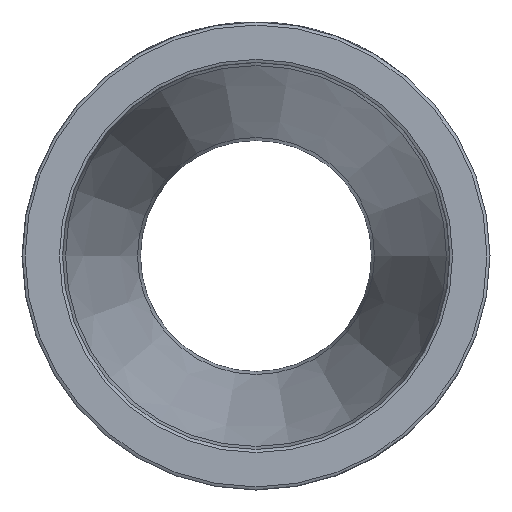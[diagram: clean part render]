
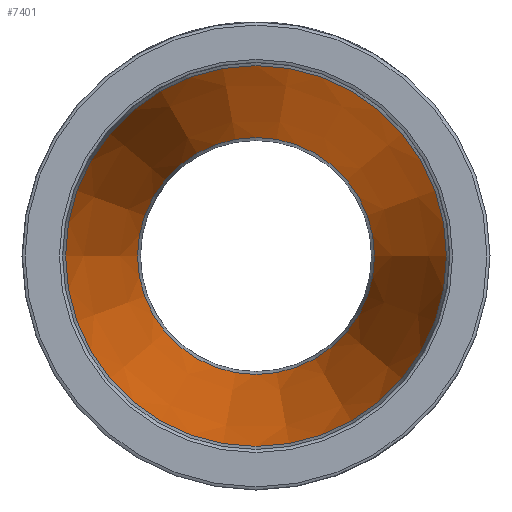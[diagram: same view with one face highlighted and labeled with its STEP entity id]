
A CAD part, left-side view. The second image highlights one B-rep face of the part: STEP entity #7401.
In plain terms, the highlighted conical face has half-angle 11.31 degrees and reference radius 6.287 mm.
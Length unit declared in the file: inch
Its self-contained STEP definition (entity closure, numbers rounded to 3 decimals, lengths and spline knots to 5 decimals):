
#13=CONICAL_SURFACE('',#7794,0.2475,11.31);
#101=FACE_BOUND('',#1331,.T.);
#874=FACE_OUTER_BOUND('',#1330,.T.);
#1330=EDGE_LOOP('',(#6918));
#1331=EDGE_LOOP('',(#6919,#6920));
#1495=CIRCLE('',#7792,0.30515);
#1496=CIRCLE('',#7793,0.30515);
#1497=CIRCLE('',#7795,0.18985);
#3627=VERTEX_POINT('',#16623);
#3628=VERTEX_POINT('',#16624);
#3629=VERTEX_POINT('',#16631);
#4725=EDGE_CURVE('',#3627,#3628,#1495,.T.);
#4727=EDGE_CURVE('',#3628,#3627,#1496,.T.);
#4728=EDGE_CURVE('',#3629,#3629,#1497,.T.);
#6918=ORIENTED_EDGE('',*,*,#4728,.F.);
#6919=ORIENTED_EDGE('',*,*,#4725,.F.);
#6920=ORIENTED_EDGE('',*,*,#4727,.F.);
#7401=ADVANCED_FACE('',(#874,#101),#13,.F.);
#7792=AXIS2_PLACEMENT_3D('',#16625,#9058,#9059);
#7793=AXIS2_PLACEMENT_3D('',#16629,#9060,#9061);
#7794=AXIS2_PLACEMENT_3D('',#16630,#9062,#9063);
#7795=AXIS2_PLACEMENT_3D('',#16632,#9064,#9065);
#9058=DIRECTION('center_axis',(1.,0.,0.));
#9059=DIRECTION('ref_axis',(0.,-1.,0.));
#9060=DIRECTION('center_axis',(1.,0.,0.));
#9061=DIRECTION('ref_axis',(0.,-1.,0.));
#9062=DIRECTION('center_axis',(-1.,0.,0.));
#9063=DIRECTION('ref_axis',(0.,1.,0.));
#9064=DIRECTION('center_axis',(-1.,0.,0.));
#9065=DIRECTION('ref_axis',(0.,-1.,0.));
#16623=CARTESIAN_POINT('',(0.39927,0.30515,0.));
#16624=CARTESIAN_POINT('',(0.39927,0.,0.30515));
#16625=CARTESIAN_POINT('Origin',(0.39927,0.,0.));
#16629=CARTESIAN_POINT('Origin',(0.39927,0.,0.));
#16630=CARTESIAN_POINT('Origin',(0.6875,0.,0.));
#16631=CARTESIAN_POINT('',(0.97573,0.18985,0.));
#16632=CARTESIAN_POINT('Origin',(0.97573,0.,0.));
